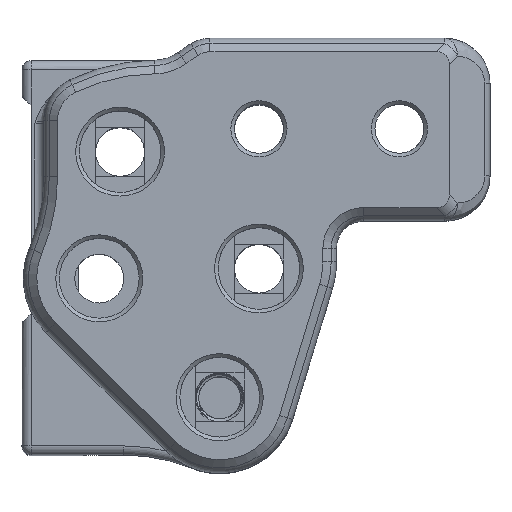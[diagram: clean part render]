
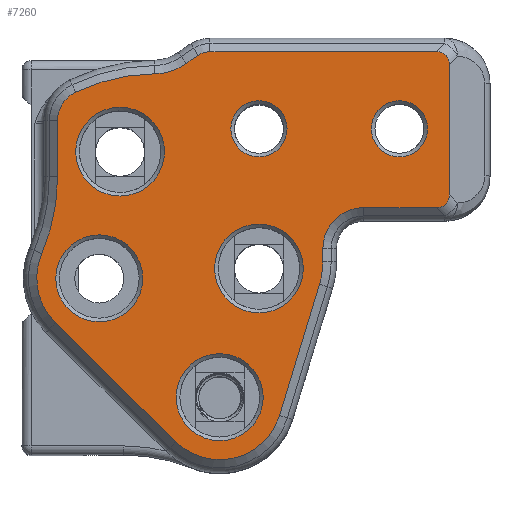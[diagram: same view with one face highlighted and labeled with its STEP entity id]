
A CAD part, top view. The second image highlights one B-rep face of the part: STEP entity #7260.
In plain terms, the highlighted planar face has unit normal (0, 0, 1).
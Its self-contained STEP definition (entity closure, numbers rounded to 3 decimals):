
#399=CIRCLE('',#7727,3.5);
#400=CIRCLE('',#7729,20.7);
#401=CIRCLE('',#7731,5.9);
#402=CIRCLE('',#7733,17.7);
#403=CIRCLE('',#7735,2.5);
#451=CIRCLE('',#7828,4.9);
#453=CIRCLE('',#7832,4.8);
#455=CIRCLE('',#7836,4.8);
#458=CIRCLE('',#7846,4.5);
#460=CIRCLE('',#7850,8.5);
#462=CIRCLE('',#7854,6.9);
#464=CIRCLE('',#7858,6.9);
#466=CIRCLE('',#7861,21.5);
#495=CIRCLE('',#7920,4.9);
#496=CIRCLE('',#7921,3.1);
#497=CIRCLE('',#7922,3.1);
#735=ELLIPSE('',#7724,3.464,2.);
#736=ELLIPSE('',#7841,3.464,2.);
#1731=ORIENTED_EDGE('',*,*,#3416,.F.);
#1732=ORIENTED_EDGE('',*,*,#3450,.F.);
#1733=ORIENTED_EDGE('',*,*,#3447,.F.);
#1734=ORIENTED_EDGE('',*,*,#3444,.F.);
#1735=ORIENTED_EDGE('',*,*,#3441,.F.);
#1736=ORIENTED_EDGE('',*,*,#3438,.F.);
#1737=ORIENTED_EDGE('',*,*,#3435,.F.);
#1738=ORIENTED_EDGE('',*,*,#3432,.F.);
#1739=ORIENTED_EDGE('',*,*,#3429,.F.);
#1740=ORIENTED_EDGE('',*,*,#3426,.F.);
#1741=ORIENTED_EDGE('',*,*,#3422,.F.);
#1742=ORIENTED_EDGE('',*,*,#3418,.F.);
#1743=ORIENTED_EDGE('',*,*,#3263,.F.);
#1744=ORIENTED_EDGE('',*,*,#3267,.F.);
#1745=ORIENTED_EDGE('',*,*,#3277,.F.);
#1746=ORIENTED_EDGE('',*,*,#3275,.F.);
#1747=ORIENTED_EDGE('',*,*,#3273,.F.);
#1748=ORIENTED_EDGE('',*,*,#3271,.F.);
#1749=ORIENTED_EDGE('',*,*,#3269,.F.);
#1750=ORIENTED_EDGE('',*,*,#3492,.F.);
#1751=ORIENTED_EDGE('',*,*,#3493,.F.);
#1752=ORIENTED_EDGE('',*,*,#3413,.F.);
#1753=ORIENTED_EDGE('',*,*,#3409,.F.);
#1754=ORIENTED_EDGE('',*,*,#3494,.F.);
#1755=ORIENTED_EDGE('',*,*,#3411,.F.);
#3263=EDGE_CURVE('',#4239,#4240,#735,.T.);
#3267=EDGE_CURVE('',#4241,#4239,#4876,.T.);
#3269=EDGE_CURVE('',#4242,#4243,#399,.T.);
#3271=EDGE_CURVE('',#4243,#4244,#400,.T.);
#3273=EDGE_CURVE('',#4244,#4245,#401,.T.);
#3275=EDGE_CURVE('',#4245,#4246,#402,.T.);
#3277=EDGE_CURVE('',#4246,#4241,#403,.T.);
#3409=EDGE_CURVE('',#4333,#4333,#451,.T.);
#3411=EDGE_CURVE('',#4335,#4335,#453,.T.);
#3413=EDGE_CURVE('',#4337,#4337,#455,.T.);
#3416=EDGE_CURVE('',#4339,#4242,#4968,.T.);
#3418=EDGE_CURVE('',#4240,#4340,#4969,.T.);
#3422=EDGE_CURVE('',#4340,#4343,#736,.T.);
#3426=EDGE_CURVE('',#4343,#4346,#4974,.T.);
#3429=EDGE_CURVE('',#4346,#4348,#458,.T.);
#3432=EDGE_CURVE('',#4348,#4350,#4978,.T.);
#3435=EDGE_CURVE('',#4350,#4352,#460,.T.);
#3438=EDGE_CURVE('',#4352,#4354,#4982,.T.);
#3441=EDGE_CURVE('',#4354,#4356,#462,.T.);
#3444=EDGE_CURVE('',#4356,#4358,#4986,.T.);
#3447=EDGE_CURVE('',#4358,#4360,#464,.T.);
#3450=EDGE_CURVE('',#4360,#4339,#466,.T.);
#3492=EDGE_CURVE('',#4374,#4374,#495,.T.);
#3493=EDGE_CURVE('',#4375,#4375,#496,.T.);
#3494=EDGE_CURVE('',#4376,#4376,#497,.T.);
#4239=VERTEX_POINT('',#11482);
#4240=VERTEX_POINT('',#11483);
#4241=VERTEX_POINT('',#11488);
#4242=VERTEX_POINT('',#11492);
#4243=VERTEX_POINT('',#11494);
#4244=VERTEX_POINT('',#11498);
#4245=VERTEX_POINT('',#11502);
#4246=VERTEX_POINT('',#11506);
#4333=VERTEX_POINT('',#11773);
#4335=VERTEX_POINT('',#11779);
#4337=VERTEX_POINT('',#11785);
#4339=VERTEX_POINT('',#11790);
#4340=VERTEX_POINT('',#11811);
#4343=VERTEX_POINT('',#11823);
#4346=VERTEX_POINT('',#11831);
#4348=VERTEX_POINT('',#11837);
#4350=VERTEX_POINT('',#11843);
#4352=VERTEX_POINT('',#11849);
#4354=VERTEX_POINT('',#11855);
#4356=VERTEX_POINT('',#11861);
#4358=VERTEX_POINT('',#11867);
#4360=VERTEX_POINT('',#11873);
#4374=VERTEX_POINT('',#12009);
#4375=VERTEX_POINT('',#12011);
#4376=VERTEX_POINT('',#12013);
#4876=LINE('',#11489,#5472);
#4968=LINE('',#11791,#5564);
#4969=LINE('',#11810,#5565);
#4974=LINE('',#11830,#5570);
#4978=LINE('',#11842,#5574);
#4982=LINE('',#11854,#5578);
#4986=LINE('',#11866,#5582);
#5472=VECTOR('',#8890,1000.);
#5564=VECTOR('',#9206,1000.);
#5565=VECTOR('',#9211,1000.);
#5570=VECTOR('',#9224,1000.);
#5574=VECTOR('',#9236,1000.);
#5578=VECTOR('',#9248,1000.);
#5582=VECTOR('',#9260,1000.);
#6128=EDGE_LOOP('',(#1731,#1732,#1733,#1734,#1735,#1736,#1737,#1738,#1739,
#1740,#1741,#1742,#1743,#1744,#1745,#1746,#1747,#1748,#1749));
#6129=EDGE_LOOP('',(#1750));
#6130=EDGE_LOOP('',(#1751));
#6131=EDGE_LOOP('',(#1752));
#6132=EDGE_LOOP('',(#1753));
#6133=EDGE_LOOP('',(#1754));
#6134=EDGE_LOOP('',(#1755));
#6602=FACE_BOUND('',#6128,.T.);
#6603=FACE_BOUND('',#6129,.T.);
#6604=FACE_BOUND('',#6130,.T.);
#6605=FACE_BOUND('',#6131,.T.);
#6606=FACE_BOUND('',#6132,.T.);
#6607=FACE_BOUND('',#6133,.T.);
#6608=FACE_BOUND('',#6134,.T.);
#6926=PLANE('',#7919);
#7260=ADVANCED_FACE('',(#6602,#6603,#6604,#6605,#6606,#6607,#6608),#6926,
 .T.);
#7724=AXIS2_PLACEMENT_3D('',#11481,#8883,#8884);
#7727=AXIS2_PLACEMENT_3D('',#11493,#8894,#8895);
#7729=AXIS2_PLACEMENT_3D('',#11497,#8899,#8900);
#7731=AXIS2_PLACEMENT_3D('',#11501,#8904,#8905);
#7733=AXIS2_PLACEMENT_3D('',#11505,#8909,#8910);
#7735=AXIS2_PLACEMENT_3D('',#11509,#8914,#8915);
#7828=AXIS2_PLACEMENT_3D('',#11772,#9184,#9185);
#7832=AXIS2_PLACEMENT_3D('',#11778,#9192,#9193);
#7836=AXIS2_PLACEMENT_3D('',#11784,#9200,#9201);
#7841=AXIS2_PLACEMENT_3D('',#11822,#9216,#9217);
#7846=AXIS2_PLACEMENT_3D('',#11836,#9230,#9231);
#7850=AXIS2_PLACEMENT_3D('',#11848,#9242,#9243);
#7854=AXIS2_PLACEMENT_3D('',#11860,#9254,#9255);
#7858=AXIS2_PLACEMENT_3D('',#11872,#9266,#9267);
#7861=AXIS2_PLACEMENT_3D('',#11877,#9273,#9274);
#7919=AXIS2_PLACEMENT_3D('',#12007,#9398,#9399);
#7920=AXIS2_PLACEMENT_3D('',#12008,#9400,#9401);
#7921=AXIS2_PLACEMENT_3D('',#12010,#9402,#9403);
#7922=AXIS2_PLACEMENT_3D('',#12012,#9404,#9405);
#8883=DIRECTION('',(0.,0.,-1.));
#8884=DIRECTION('',(0.707,0.707,0.));
#8890=DIRECTION('',(1.,0.,0.));
#8894=DIRECTION('',(0.,0.,-1.));
#8895=DIRECTION('',(-0.846,0.533,0.));
#8899=DIRECTION('',(0.,0.,-1.));
#8900=DIRECTION('',(-0.01,1.,0.));
#8904=DIRECTION('',(0.,0.,1.));
#8905=DIRECTION('',(0.01,-1.,0.));
#8909=DIRECTION('',(0.,0.,-1.));
#8910=DIRECTION('',(-0.468,0.884,0.));
#8914=DIRECTION('',(0.,0.,-1.));
#8915=DIRECTION('',(-0.271,0.963,0.));
#9184=DIRECTION('',(0.,0.,1.));
#9185=DIRECTION('',(-1.,0.,0.));
#9192=DIRECTION('',(0.,0.,1.));
#9193=DIRECTION('',(1.,0.,0.));
#9200=DIRECTION('',(0.,0.,1.));
#9201=DIRECTION('',(1.,0.,0.));
#9206=DIRECTION('',(0.,1.,0.));
#9211=DIRECTION('',(0.,-1.,0.));
#9216=DIRECTION('',(0.,0.,-1.));
#9217=DIRECTION('',(0.707,-0.707,0.));
#9224=DIRECTION('',(-1.,0.,0.));
#9230=DIRECTION('',(0.,0.,1.));
#9231=DIRECTION('',(-0.707,0.707,0.));
#9236=DIRECTION('',(0.,-1.,0.));
#9242=DIRECTION('',(0.,0.,-1.));
#9243=DIRECTION('',(0.989,-0.147,0.));
#9248=DIRECTION('',(-0.292,-0.957,0.));
#9254=DIRECTION('',(0.,0.,-1.));
#9255=DIRECTION('',(1.,0.,0.));
#9260=DIRECTION('',(-0.712,0.702,0.));
#9266=DIRECTION('',(0.,0.,-1.));
#9267=DIRECTION('',(-1.,0.,0.));
#9273=DIRECTION('',(0.,0.,1.));
#9274=DIRECTION('',(0.98,-0.201,0.));
#9398=DIRECTION('',(0.,0.,1.));
#9399=DIRECTION('',(1.,0.,0.));
#9400=DIRECTION('',(0.,0.,1.));
#9401=DIRECTION('',(-1.,0.,0.));
#9402=DIRECTION('',(0.,0.,1.));
#9403=DIRECTION('',(-1.,0.,0.));
#9404=DIRECTION('',(0.,0.,1.));
#9405=DIRECTION('',(-1.,0.,0.));
#11481=CARTESIAN_POINT('',(24.622,5.672,16.));
#11482=CARTESIAN_POINT('',(26.036,8.5,16.));
#11483=CARTESIAN_POINT('',(27.45,7.086,16.));
#11488=CARTESIAN_POINT('',(1.047,8.5,16.));
#11489=CARTESIAN_POINT('',(10.388,8.5,16.));
#11492=CARTESIAN_POINT('',(-15.775,0.883,16.));
#11493=CARTESIAN_POINT('',(-12.275,0.883,16.));
#11494=CARTESIAN_POINT('',(-13.789,4.039,16.));
#11497=CARTESIAN_POINT('',(-4.836,-14.625,16.));
#11498=CARTESIAN_POINT('',(-5.043,6.074,16.));
#11501=CARTESIAN_POINT('',(-5.102,11.974,16.));
#11502=CARTESIAN_POINT('',(-1.583,7.238,16.));
#11505=CARTESIAN_POINT('',(8.974,-6.97,16.));
#11506=CARTESIAN_POINT('',(-0.256,8.133,16.));
#11509=CARTESIAN_POINT('',(1.047,6.,16.));
#11772=CARTESIAN_POINT('',(6.45,-15.412,16.));
#11773=CARTESIAN_POINT('',(1.55,-15.412,16.));
#11778=CARTESIAN_POINT('',(2.12,-29.62,16.));
#11779=CARTESIAN_POINT('',(6.92,-29.62,16.));
#11784=CARTESIAN_POINT('',(-11.173,-16.5,16.));
#11785=CARTESIAN_POINT('',(-6.373,-16.5,16.));
#11790=CARTESIAN_POINT('',(-15.775,-5.308,16.));
#11791=CARTESIAN_POINT('',(-15.775,-6.369,16.));
#11810=CARTESIAN_POINT('',(27.45,-13.35,16.));
#11811=CARTESIAN_POINT('',(27.45,-7.286,16.));
#11822=CARTESIAN_POINT('',(24.622,-5.872,16.));
#11823=CARTESIAN_POINT('',(26.036,-8.7,16.));
#11830=CARTESIAN_POINT('',(1.913,-8.7,16.));
#11831=CARTESIAN_POINT('',(18.,-8.7,16.));
#11836=CARTESIAN_POINT('',(18.,-13.2,16.));
#11837=CARTESIAN_POINT('',(13.5,-13.2,16.));
#11842=CARTESIAN_POINT('',(13.5,-16.336,16.));
#11843=CARTESIAN_POINT('',(13.5,-14.682,16.));
#11848=CARTESIAN_POINT('',(5.,-14.682,16.));
#11849=CARTESIAN_POINT('',(13.131,-17.159,16.));
#11854=CARTESIAN_POINT('',(9.985,-27.483,16.));
#11855=CARTESIAN_POINT('',(8.72,-31.632,16.));
#11860=CARTESIAN_POINT('',(2.12,-29.62,16.));
#11861=CARTESIAN_POINT('',(-2.727,-34.531,16.));
#11866=CARTESIAN_POINT('',(-16.02,-21.411,16.));
#11867=CARTESIAN_POINT('',(-16.02,-21.411,16.));
#11872=CARTESIAN_POINT('',(-11.173,-16.5,16.));
#11873=CARTESIAN_POINT('',(-17.515,-13.781,16.));
#11877=CARTESIAN_POINT('',(-37.275,-5.308,16.));
#12007=CARTESIAN_POINT('',(-11.173,-16.5,16.));
#12008=CARTESIAN_POINT('',(-8.875,-2.525,16.));
#12009=CARTESIAN_POINT('',(-13.775,-2.525,16.));
#12010=CARTESIAN_POINT('',(6.45,0.,16.));
#12011=CARTESIAN_POINT('',(3.35,0.,16.));
#12012=CARTESIAN_POINT('',(21.95,0.,16.));
#12013=CARTESIAN_POINT('',(18.85,0.,16.));
